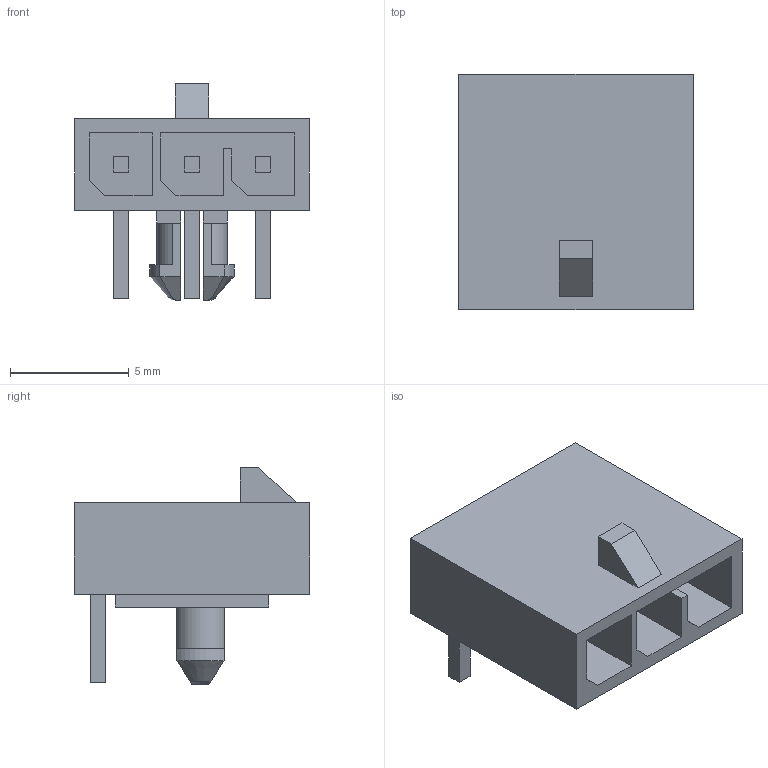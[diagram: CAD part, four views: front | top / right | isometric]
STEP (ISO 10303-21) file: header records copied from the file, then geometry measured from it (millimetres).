
FILE_DESCRIPTION(/* description */ (''),/* implementation_level */ '2;1');
FILE_NAME(/* name */ '2157601003wbm000_01_214.stp',/* time_stamp */ '2021-12-22T19:04:25+06:00',/* author */ (''),/* organization */ (''),/* preprocessor_version */ 'ST-DEVELOPER v16.7',/* originating_system */ 'SIEMENS PLM Software NX 1919',/* authorisation */ '');
FILE_SCHEMA (('AUTOMOTIVE_DESIGN { 1 0 10303 214 3 1 1 1 }'));
Length unit declared in the file: millimetre
Products named in the file (1): 2157601003wbm000_01
Bounding box: 9.85 x 9.91 x 9.12 mm (x, y, z)
Volume: 270.6 mm3; surface area: 662.5 mm2
Topology: 1 solids, 1 shells, 88 faces, 219 edges, 144 vertices
Faces by surface type: plane 80, cylinder 4, cone 2, torus 1, bspline 1
Entity records: 2702 total; most frequent: CARTESIAN_POINT 587, ORIENTED_EDGE 438, DIRECTION 397, EDGE_CURVE 219, LINE 197, VECTOR 197, VERTEX_POINT 144, AXIS2_PLACEMENT_3D 100
